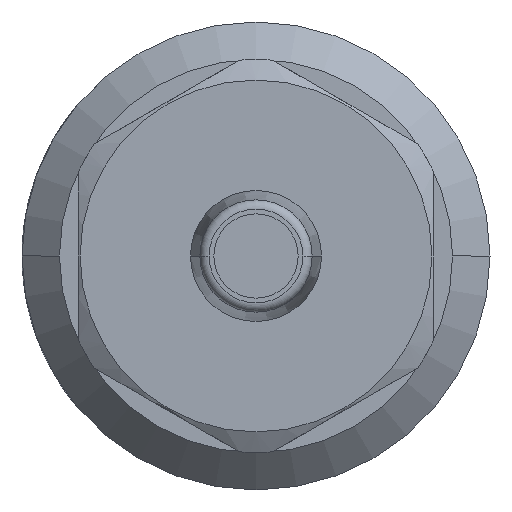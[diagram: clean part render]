
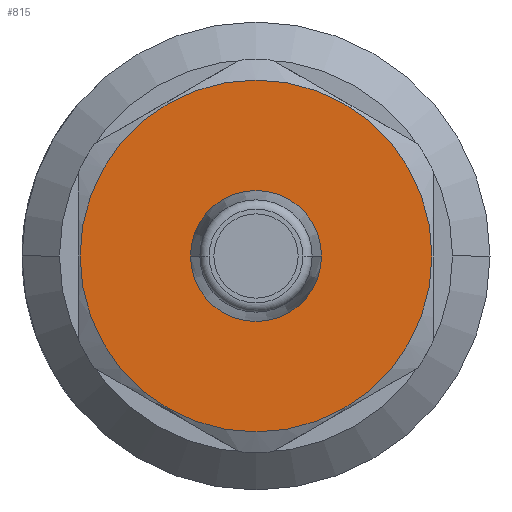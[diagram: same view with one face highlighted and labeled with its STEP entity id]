
A CAD part, left-side view. The second image highlights one B-rep face of the part: STEP entity #815.
In plain terms, the highlighted planar face has unit normal (-1, 0, 0).
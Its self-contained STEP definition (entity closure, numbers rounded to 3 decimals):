
#367 = CARTESIAN_POINT ( 'NONE',  ( -49.5, -9.4, 0. ) ) ;
#368 = CARTESIAN_POINT ( 'NONE',  ( -49.5, 9.4, 0. ) ) ;
#379 = CARTESIAN_POINT ( 'NONE',  ( -49.5, 3.5, 0. ) ) ;
#380 = CARTESIAN_POINT ( 'NONE',  ( -49.5, -3.5, 0. ) ) ;
#499 = AXIS2_PLACEMENT_3D ( 'NONE', #2401, #2402, #2403 ) ;
#500 = CIRCLE ( 'NONE', #499, 9.4 ) ;
#513 = AXIS2_PLACEMENT_3D ( 'NONE', #2345, #2346, #2347 ) ;
#514 = CIRCLE ( 'NONE', #513, 3.5 ) ;
#578 = AXIS2_PLACEMENT_3D ( 'NONE', #2255, #2256, #2257 ) ;
#815 = ADVANCED_FACE ( 'NONE', ( #1518, #1519 ), #2254, .T. ) ;
#845 = EDGE_CURVE ( 'NONE', #1773, #1774, #514, .T. ) ;
#856 = EDGE_CURVE ( 'NONE', #1761, #1762, #500, .T. ) ;
#870 = AXIS2_PLACEMENT_3D ( 'NONE', #2056, #2057, #2058 ) ;
#873 = AXIS2_PLACEMENT_3D ( 'NONE', #2053, #2054, #2055 ) ;
#1111 = EDGE_CURVE ( 'NONE', #1762, #1761, #2578, .T. ) ;
#1112 = EDGE_CURVE ( 'NONE', #1774, #1773, #2580, .T. ) ;
#1326 = EDGE_LOOP ( 'NONE', ( #2527, #2523 ) ) ;
#1327 = EDGE_LOOP ( 'NONE', ( #2526, #2524 ) ) ;
#1518 = FACE_OUTER_BOUND ( 'NONE', #1327, .T. ) ;
#1519 = FACE_BOUND ( 'NONE', #1326, .T. ) ;
#1761 = VERTEX_POINT ( 'NONE', #367 ) ;
#1762 = VERTEX_POINT ( 'NONE', #368 ) ;
#1773 = VERTEX_POINT ( 'NONE', #379 ) ;
#1774 = VERTEX_POINT ( 'NONE', #380 ) ;
#2053 = CARTESIAN_POINT ( 'NONE',  ( -49.5, 0., 0. ) ) ;
#2054 = DIRECTION ( 'NONE',  ( -1., 0., 0. ) ) ;
#2055 = DIRECTION ( 'NONE',  ( 0., -1., 0. ) ) ;
#2056 = CARTESIAN_POINT ( 'NONE',  ( -49.5, 0., 0. ) ) ;
#2057 = DIRECTION ( 'NONE',  ( -1., 0., 0. ) ) ;
#2058 = DIRECTION ( 'NONE',  ( 0., -1., 0. ) ) ;
#2254 = PLANE ( 'NONE',  #578 ) ;
#2255 = CARTESIAN_POINT ( 'NONE',  ( -49.5, 0., 3.5 ) ) ;
#2256 = DIRECTION ( 'NONE',  ( -1., 0., 0. ) ) ;
#2257 = DIRECTION ( 'NONE',  ( 0., -1., 0. ) ) ;
#2345 = CARTESIAN_POINT ( 'NONE',  ( -49.5, 0., 0. ) ) ;
#2346 = DIRECTION ( 'NONE',  ( -1., 0., 0. ) ) ;
#2347 = DIRECTION ( 'NONE',  ( 0., -1., 0. ) ) ;
#2401 = CARTESIAN_POINT ( 'NONE',  ( -49.5, 0., 0. ) ) ;
#2402 = DIRECTION ( 'NONE',  ( -1., 0., 0. ) ) ;
#2403 = DIRECTION ( 'NONE',  ( 0., -1., 0. ) ) ;
#2523 = ORIENTED_EDGE ( 'NONE', *, *, #845, .F. ) ;
#2524 = ORIENTED_EDGE ( 'NONE', *, *, #856, .T. ) ;
#2526 = ORIENTED_EDGE ( 'NONE', *, *, #1111, .T. ) ;
#2527 = ORIENTED_EDGE ( 'NONE', *, *, #1112, .F. ) ;
#2578 = CIRCLE ( 'NONE', #873, 9.4 ) ;
#2580 = CIRCLE ( 'NONE', #870, 3.5 ) ;
